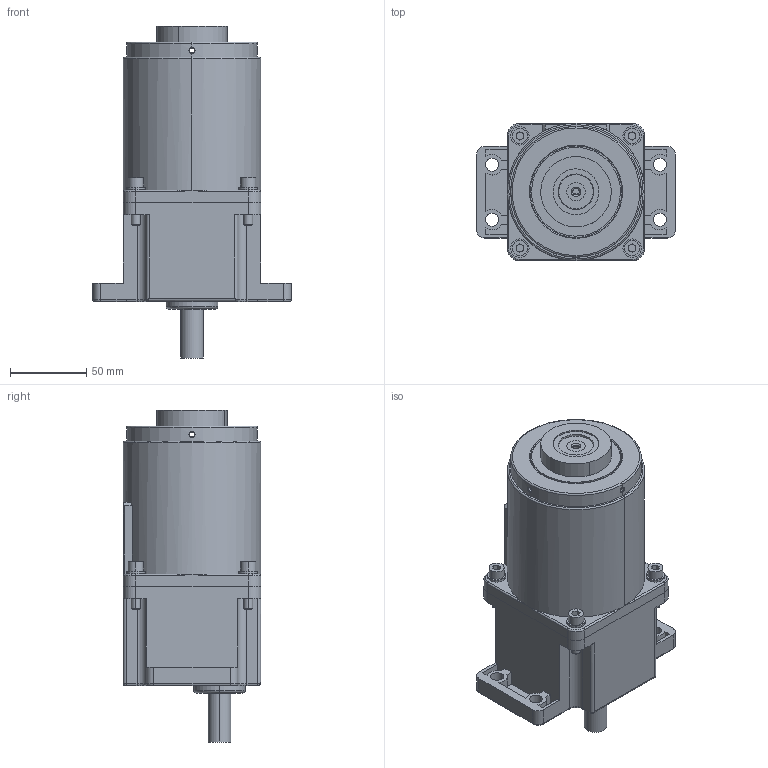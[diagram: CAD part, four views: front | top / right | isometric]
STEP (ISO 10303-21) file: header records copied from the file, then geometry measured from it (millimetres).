
FILE_DESCRIPTION (( 'STEP AP203' ), '1' );
FILE_NAME ('5IK40.60RGU-C+眊极.STEP', '2022-08-25T03:07:36', ( '' ), ( 'Microsoft' ), 'SwSTEP 2.0', 'SolidWorks 2020', '' );
FILE_SCHEMA (( 'CONFIG_CONTROL_DESIGN' ));
Length unit declared in the file: millimetre
Products named in the file (1): 5IK40.60RGU-C+眊极
Bounding box: 130 x 90 x 217.5 mm (x, y, z)
Surface area: 112039.3 mm2 (no closed solid volume)
Topology: 0 solids, 22 shells, 330 faces, 903 edges, 586 vertices
Faces by surface type: cylinder 145, plane 107, torus 34, cone 34, bspline 10
Entity records: 11747 total; most frequent: CARTESIAN_POINT 3182, DIRECTION 1904, ORIENTED_EDGE 1592, EDGE_CURVE 893, AXIS2_PLACEMENT_3D 740, VERTEX_POINT 586, LINE 424, VECTOR 424
